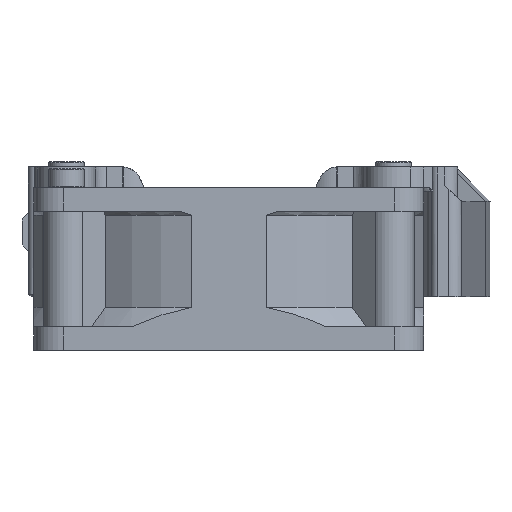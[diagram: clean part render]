
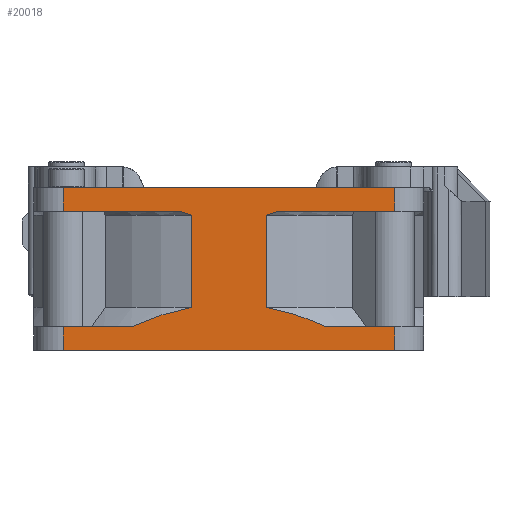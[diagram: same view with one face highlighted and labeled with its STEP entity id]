
A CAD part, left-side view. The second image highlights one B-rep face of the part: STEP entity #20018.
In plain terms, the highlighted face is planar.
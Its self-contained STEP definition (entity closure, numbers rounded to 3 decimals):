
#800=B_SPLINE_CURVE_WITH_KNOTS('',3,(#28983,#28984,#28985,#28986,#28987,
#28988,#28989),.UNSPECIFIED.,.F.,.F.,(4,3,4),(0.046,0.047,
0.048),.UNSPECIFIED.);
#1894=PLANE('',#21439);
#2525=(
BOUNDED_CURVE()
B_SPLINE_CURVE(2,(#28879,#28880,#28881),.UNSPECIFIED.,.F.,.F.)
B_SPLINE_CURVE_WITH_KNOTS((3,3),(-1.048,-0.841),
 .UNSPECIFIED.)
CURVE()
GEOMETRIC_REPRESENTATION_ITEM()
RATIONAL_B_SPLINE_CURVE((1.056,1.053,1.049))
REPRESENTATION_ITEM('')
);
#2536=(
BOUNDED_CURVE()
B_SPLINE_CURVE(2,(#29061,#29062,#29063),.UNSPECIFIED.,.F.,.F.)
B_SPLINE_CURVE_WITH_KNOTS((3,3),(0.,0.974),.UNSPECIFIED.)
CURVE()
GEOMETRIC_REPRESENTATION_ITEM()
RATIONAL_B_SPLINE_CURVE((1.,1.011,1.))
REPRESENTATION_ITEM('')
);
#2537=(
BOUNDED_CURVE()
B_SPLINE_CURVE(2,(#29075,#29076,#29077),.UNSPECIFIED.,.F.,.F.)
B_SPLINE_CURVE_WITH_KNOTS((3,3),(0.,0.974),.UNSPECIFIED.)
CURVE()
GEOMETRIC_REPRESENTATION_ITEM()
RATIONAL_B_SPLINE_CURVE((1.,1.011,1.))
REPRESENTATION_ITEM('')
);
#2670=FACE_OUTER_BOUND('',#3873,.T.);
#3873=EDGE_LOOP('',(#13773,#13774,#13775,#13776,#13777,#13778,#13779,#13780,
#13781,#13782,#13783,#13784,#13785,#13786,#13787,#13788));
#5130=LINE('',#28795,#6198);
#5135=LINE('',#28820,#6203);
#5140=LINE('',#28837,#6208);
#5152=LINE('',#28923,#6220);
#5157=LINE('',#28937,#6225);
#5182=LINE('',#29059,#6250);
#5183=LINE('',#29065,#6251);
#5184=LINE('',#29067,#6252);
#5185=LINE('',#29069,#6253);
#5186=LINE('',#29071,#6254);
#5187=LINE('',#29073,#6255);
#5188=LINE('',#29078,#6256);
#6198=VECTOR('',#23601,1000.);
#6203=VECTOR('',#23624,1000.);
#6208=VECTOR('',#23641,1000.);
#6220=VECTOR('',#23693,1000.);
#6225=VECTOR('',#23704,1000.);
#6250=VECTOR('',#23769,1000.);
#6251=VECTOR('',#23770,10.);
#6252=VECTOR('',#23771,1000.);
#6253=VECTOR('',#23772,1000.);
#6254=VECTOR('',#23773,1000.);
#6255=VECTOR('',#23774,10.);
#6256=VECTOR('',#23775,1000.);
#8137=VERTEX_POINT('',#28791);
#8139=VERTEX_POINT('',#28794);
#8150=VERTEX_POINT('',#28817);
#8155=VERTEX_POINT('',#28834);
#8165=VERTEX_POINT('',#28870);
#8168=VERTEX_POINT('',#28877);
#8188=VERTEX_POINT('',#28936);
#8196=VERTEX_POINT('',#28982);
#8220=VERTEX_POINT('',#29058);
#8221=VERTEX_POINT('',#29060);
#8222=VERTEX_POINT('',#29064);
#8223=VERTEX_POINT('',#29066);
#8224=VERTEX_POINT('',#29068);
#8225=VERTEX_POINT('',#29070);
#8226=VERTEX_POINT('',#29072);
#8227=VERTEX_POINT('',#29074);
#10270=EDGE_CURVE('',#8139,#8137,#5130,.T.);
#10283=EDGE_CURVE('',#8150,#8139,#5135,.T.);
#10291=EDGE_CURVE('',#8155,#8137,#5140,.T.);
#10304=EDGE_CURVE('',#8168,#8165,#2525,.T.);
#10324=EDGE_CURVE('',#8165,#8155,#5152,.T.);
#10331=EDGE_CURVE('',#8150,#8188,#5157,.T.);
#10343=EDGE_CURVE('',#8188,#8196,#800,.T.);
#10374=EDGE_CURVE('',#8220,#8168,#5182,.F.);
#10375=EDGE_CURVE('',#8221,#8220,#2536,.T.);
#10376=EDGE_CURVE('',#8222,#8221,#5183,.F.);
#10377=EDGE_CURVE('',#8223,#8222,#5184,.T.);
#10378=EDGE_CURVE('',#8224,#8223,#5185,.T.);
#10379=EDGE_CURVE('',#8224,#8225,#5186,.T.);
#10380=EDGE_CURVE('',#8226,#8225,#5187,.F.);
#10381=EDGE_CURVE('',#8227,#8226,#2537,.T.);
#10382=EDGE_CURVE('',#8196,#8227,#5188,.T.);
#13773=ORIENTED_EDGE('',*,*,#10374,.F.);
#13774=ORIENTED_EDGE('',*,*,#10375,.F.);
#13775=ORIENTED_EDGE('',*,*,#10376,.F.);
#13776=ORIENTED_EDGE('',*,*,#10377,.F.);
#13777=ORIENTED_EDGE('',*,*,#10378,.F.);
#13778=ORIENTED_EDGE('',*,*,#10379,.T.);
#13779=ORIENTED_EDGE('',*,*,#10380,.F.);
#13780=ORIENTED_EDGE('',*,*,#10381,.F.);
#13781=ORIENTED_EDGE('',*,*,#10382,.F.);
#13782=ORIENTED_EDGE('',*,*,#10343,.F.);
#13783=ORIENTED_EDGE('',*,*,#10331,.F.);
#13784=ORIENTED_EDGE('',*,*,#10283,.T.);
#13785=ORIENTED_EDGE('',*,*,#10270,.T.);
#13786=ORIENTED_EDGE('',*,*,#10291,.F.);
#13787=ORIENTED_EDGE('',*,*,#10324,.F.);
#13788=ORIENTED_EDGE('',*,*,#10304,.F.);
#20018=ADVANCED_FACE('',(#2670),#1894,.F.);
#21439=AXIS2_PLACEMENT_3D('',#29057,#23767,#23768);
#23601=DIRECTION('',(-1.,0.,0.));
#23624=DIRECTION('',(0.,0.,-1.));
#23641=DIRECTION('',(0.,0.,-1.));
#23693=DIRECTION('',(-1.,0.,0.));
#23704=DIRECTION('',(-1.,0.,0.));
#23767=DIRECTION('center_axis',(0.,-1.,0.));
#23768=DIRECTION('ref_axis',(0.,0.,-1.));
#23769=DIRECTION('',(0.,0.,1.));
#23770=DIRECTION('',(-1.,0.,0.));
#23771=DIRECTION('',(0.,0.,-1.));
#23772=DIRECTION('',(-1.,0.,0.));
#23773=DIRECTION('',(0.,0.,-1.));
#23774=DIRECTION('',(-1.,0.,0.));
#23775=DIRECTION('',(0.,0.,1.));
#28791=CARTESIAN_POINT('',(-20.377,29.154,-14.649));
#28794=CARTESIAN_POINT('',(30.623,29.154,-14.649));
#28795=CARTESIAN_POINT('',(-20.377,29.154,-14.649));
#28817=CARTESIAN_POINT('',(30.623,29.154,-11.049));
#28820=CARTESIAN_POINT('',(30.623,29.154,10.351));
#28834=CARTESIAN_POINT('',(-20.377,29.154,-11.049));
#28837=CARTESIAN_POINT('',(-20.377,29.154,10.351));
#28870=CARTESIAN_POINT('',(-2.534,29.154,-11.049));
#28877=CARTESIAN_POINT('',(-0.647,29.154,-10.414));
#28879=CARTESIAN_POINT('Ctrl Pts',(-0.647,29.154,
-10.414));
#28880=CARTESIAN_POINT('Ctrl Pts',(-1.584,29.154,-10.687));
#28881=CARTESIAN_POINT('Ctrl Pts',(-2.534,29.154,-11.049));
#28923=CARTESIAN_POINT('',(-20.377,29.154,-11.049));
#28936=CARTESIAN_POINT('',(12.781,29.154,-11.049));
#28937=CARTESIAN_POINT('',(-20.377,29.154,-11.049));
#28982=CARTESIAN_POINT('',(10.894,29.154,-10.414));
#28983=CARTESIAN_POINT('Ctrl Pts',(12.781,29.154,-11.049));
#28984=CARTESIAN_POINT('Ctrl Pts',(12.438,29.154,-10.918));
#28985=CARTESIAN_POINT('Ctrl Pts',(12.093,29.154,-10.795));
#28986=CARTESIAN_POINT('Ctrl Pts',(11.745,29.154,-10.679));
#28987=CARTESIAN_POINT('Ctrl Pts',(11.463,29.154,-10.585));
#28988=CARTESIAN_POINT('Ctrl Pts',(11.18,29.154,-10.497));
#28989=CARTESIAN_POINT('Ctrl Pts',(10.894,29.154,-10.414));
#29057=CARTESIAN_POINT('Origin',(-20.377,29.154,15.351));
#29058=CARTESIAN_POINT('',(-0.647,29.154,3.751));
#29059=CARTESIAN_POINT('',(-0.647,29.154,-14.649));
#29060=CARTESIAN_POINT('',(-9.897,29.154,6.751));
#29061=CARTESIAN_POINT('Ctrl Pts',(-9.897,29.154,6.751));
#29062=CARTESIAN_POINT('Ctrl Pts',(-5.056,29.154,4.584));
#29063=CARTESIAN_POINT('Ctrl Pts',(-0.647,29.154,
3.751));
#29064=CARTESIAN_POINT('',(-20.377,29.154,6.751));
#29065=CARTESIAN_POINT('',(-21.968,29.154,6.751));
#29066=CARTESIAN_POINT('',(-20.377,29.154,10.351));
#29067=CARTESIAN_POINT('',(-20.377,29.154,10.351));
#29068=CARTESIAN_POINT('',(30.623,29.154,10.351));
#29069=CARTESIAN_POINT('',(-20.377,29.154,10.351));
#29070=CARTESIAN_POINT('',(30.623,29.154,6.751));
#29071=CARTESIAN_POINT('',(30.623,29.154,10.351));
#29072=CARTESIAN_POINT('',(20.143,29.154,6.751));
#29073=CARTESIAN_POINT('',(-21.968,29.154,6.751));
#29074=CARTESIAN_POINT('',(10.894,29.154,3.751));
#29075=CARTESIAN_POINT('Ctrl Pts',(10.894,29.154,3.751));
#29076=CARTESIAN_POINT('Ctrl Pts',(15.302,29.154,4.584));
#29077=CARTESIAN_POINT('Ctrl Pts',(20.143,29.154,6.751));
#29078=CARTESIAN_POINT('',(10.894,29.154,-14.649));
